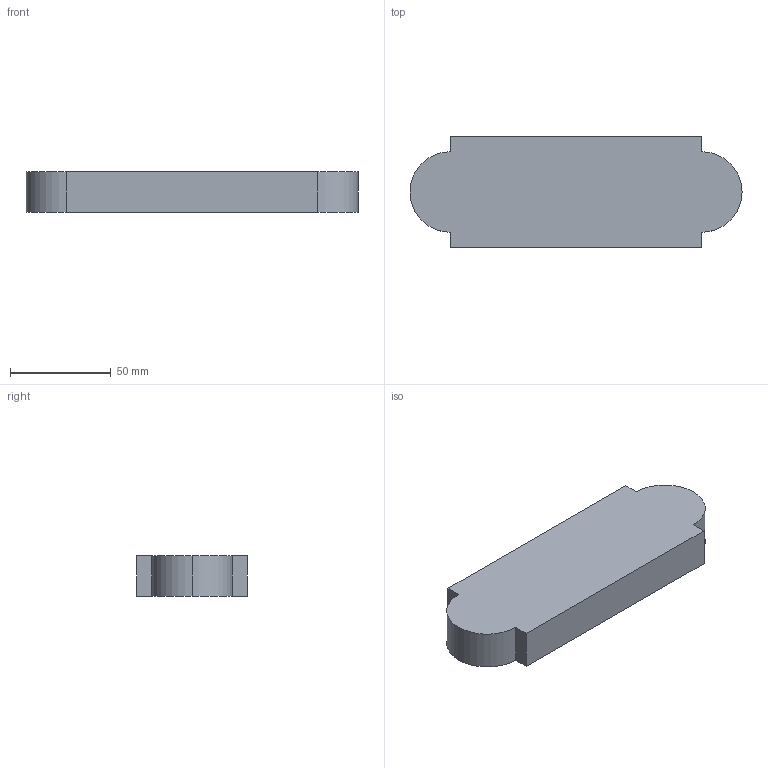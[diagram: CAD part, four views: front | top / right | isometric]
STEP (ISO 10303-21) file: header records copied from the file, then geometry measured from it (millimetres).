
FILE_DESCRIPTION (( 'STEP AP214' ), '1' );
FILE_NAME ('JXHMP4602-13009-h 沓喃邐蹬1.step', '2025-01-04T01:54:15', ( 'Windows User' ), ( 'P R C' ), 'SwSTEP 2.0', 'SolidWorks 2020', '' );
FILE_SCHEMA (( 'AUTOMOTIVE_DESIGN' ));
Length unit declared in the file: millimetre
Products named in the file (1): JXHMP4602-13009-h 沓喃邐蹬1
Bounding box: 165 x 55 x 20 mm (x, y, z)
Volume: 162632.7 mm3; surface area: 24376.5 mm2
Topology: 1 solids, 1 shells, 11 faces, 27 edges, 18 vertices
Faces by surface type: plane 8, cylinder 3
Entity records: 361 total; most frequent: CARTESIAN_POINT 57, DIRECTION 57, ORIENTED_EDGE 54, EDGE_CURVE 27, VECTOR 21, LINE 21, VERTEX_POINT 18, AXIS2_PLACEMENT_3D 18
